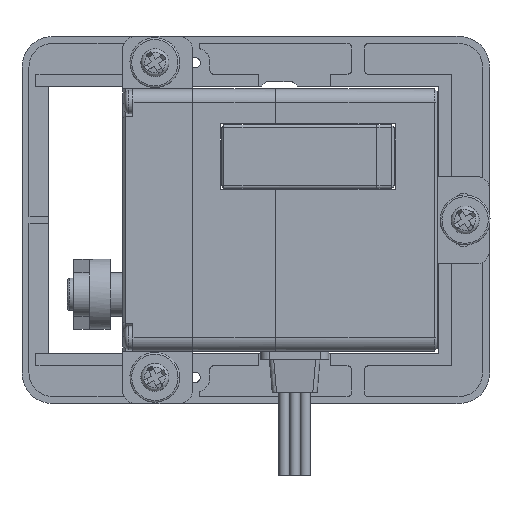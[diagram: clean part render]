
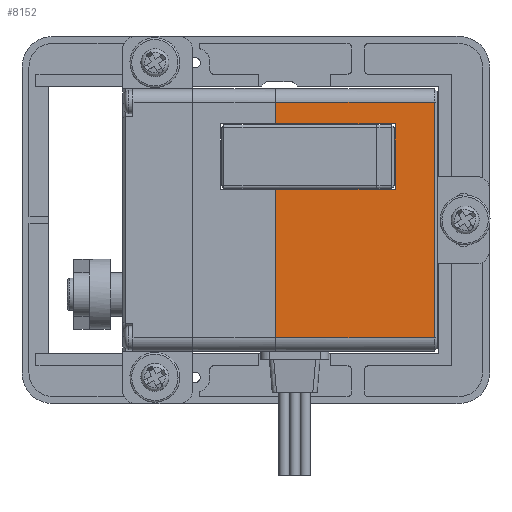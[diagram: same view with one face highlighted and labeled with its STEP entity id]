
A CAD part, front view. The second image highlights one B-rep face of the part: STEP entity #8152.
In plain terms, the highlighted free-form (B-spline) face has degree [1, 1] with [2, 2] control points.
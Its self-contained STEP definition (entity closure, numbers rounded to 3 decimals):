
#8006 = EDGE_CURVE('',#8007,#8009,#8011,.T.);
#8007 = VERTEX_POINT('',#8008);
#8008 = CARTESIAN_POINT('',(42.673,-8.826,
    19.858));
#8009 = VERTEX_POINT('',#8010);
#8010 = CARTESIAN_POINT('',(42.673,-8.826,
    16.181));
#8011 = B_SPLINE_CURVE_WITH_KNOTS('',1,(#8012,#8013),.UNSPECIFIED.,.F.,
  .F.,(2,2),(1.5,4.),.PIECEWISE_BEZIER_KNOTS.);
#8012 = CARTESIAN_POINT('',(42.673,-8.826,
    19.858));
#8013 = CARTESIAN_POINT('',(42.673,-8.826,
    16.181));
#8152 = ADVANCED_FACE('',(#8153),#8203,.F.);
#8153 = FACE_BOUND('',#8154,.T.);
#8154 = EDGE_LOOP('',(#8155,#8164,#8171,#8176,#8177,#8184,#8191,#8198));
#8155 = ORIENTED_EDGE('',*,*,#8156,.F.);
#8156 = EDGE_CURVE('',#8157,#8159,#8161,.T.);
#8157 = VERTEX_POINT('',#8158);
#8158 = CARTESIAN_POINT('',(69.429,-8.826,
    -19.858));
#8159 = VERTEX_POINT('',#8160);
#8160 = CARTESIAN_POINT('',(42.673,-8.826,
    -19.858));
#8161 = B_SPLINE_CURVE_WITH_KNOTS('',1,(#8162,#8163),.UNSPECIFIED.,.F.,
  .F.,(2,2),(0.3,18.49),.PIECEWISE_BEZIER_KNOTS.);
#8162 = CARTESIAN_POINT('',(69.429,-8.826,
    -19.858));
#8163 = CARTESIAN_POINT('',(42.673,-8.826,
    -19.858));
#8164 = ORIENTED_EDGE('',*,*,#8165,.T.);
#8165 = EDGE_CURVE('',#8157,#8166,#8168,.T.);
#8166 = VERTEX_POINT('',#8167);
#8167 = CARTESIAN_POINT('',(69.429,-8.826,
    19.858));
#8168 = B_SPLINE_CURVE_WITH_KNOTS('',1,(#8169,#8170),.UNSPECIFIED.,.F.,
  .F.,(2,2),(-27.,0.),.PIECEWISE_BEZIER_KNOTS.);
#8169 = CARTESIAN_POINT('',(69.429,-8.826,
    -19.858));
#8170 = CARTESIAN_POINT('',(69.429,-8.826,
    19.858));
#8171 = ORIENTED_EDGE('',*,*,#8172,.T.);
#8172 = EDGE_CURVE('',#8166,#8007,#8173,.T.);
#8173 = B_SPLINE_CURVE_WITH_KNOTS('',1,(#8174,#8175),.UNSPECIFIED.,.F.,
  .F.,(2,2),(0.3,18.49),.PIECEWISE_BEZIER_KNOTS.);
#8174 = CARTESIAN_POINT('',(69.429,-8.826,
    19.858));
#8175 = CARTESIAN_POINT('',(42.673,-8.826,
    19.858));
#8176 = ORIENTED_EDGE('',*,*,#8006,.T.);
#8177 = ORIENTED_EDGE('',*,*,#8178,.T.);
#8178 = EDGE_CURVE('',#8009,#8179,#8181,.T.);
#8179 = VERTEX_POINT('',#8180);
#8180 = CARTESIAN_POINT('',(62.81,-8.826,
    16.181));
#8181 = B_SPLINE_CURVE_WITH_KNOTS('',1,(#8182,#8183),.UNSPECIFIED.,.F.,
  .F.,(2,2),(-18.49,-4.8),.PIECEWISE_BEZIER_KNOTS.);
#8182 = CARTESIAN_POINT('',(42.673,-8.826,
    16.181));
#8183 = CARTESIAN_POINT('',(62.81,-8.826,
    16.181));
#8184 = ORIENTED_EDGE('',*,*,#8185,.T.);
#8185 = EDGE_CURVE('',#8179,#8186,#8188,.T.);
#8186 = VERTEX_POINT('',#8187);
#8187 = CARTESIAN_POINT('',(62.81,-8.826,
    5.148));
#8188 = B_SPLINE_CURVE_WITH_KNOTS('',1,(#8189,#8190),.UNSPECIFIED.,.F.,
  .F.,(2,2),(4.,11.5),.PIECEWISE_BEZIER_KNOTS.);
#8189 = CARTESIAN_POINT('',(62.81,-8.826,
    16.181));
#8190 = CARTESIAN_POINT('',(62.81,-8.826,
    5.148));
#8191 = ORIENTED_EDGE('',*,*,#8192,.T.);
#8192 = EDGE_CURVE('',#8186,#8193,#8195,.T.);
#8193 = VERTEX_POINT('',#8194);
#8194 = CARTESIAN_POINT('',(42.673,-8.826,5.148
    ));
#8195 = B_SPLINE_CURVE_WITH_KNOTS('',1,(#8196,#8197),.UNSPECIFIED.,.F.,
  .F.,(2,2),(4.8,18.49),.PIECEWISE_BEZIER_KNOTS.);
#8196 = CARTESIAN_POINT('',(62.81,-8.826,
    5.148));
#8197 = CARTESIAN_POINT('',(42.673,-8.826,5.148
    ));
#8198 = ORIENTED_EDGE('',*,*,#8199,.T.);
#8199 = EDGE_CURVE('',#8193,#8159,#8200,.T.);
#8200 = B_SPLINE_CURVE_WITH_KNOTS('',1,(#8201,#8202),.UNSPECIFIED.,.F.,
  .F.,(2,2),(11.5,28.5),.PIECEWISE_BEZIER_KNOTS.);
#8201 = CARTESIAN_POINT('',(42.673,-8.826,5.148
    ));
#8202 = CARTESIAN_POINT('',(42.673,-8.826,
    -19.858));
#8203 = B_SPLINE_SURFACE_WITH_KNOTS('',1,1,(
    (#8204,#8205)
    ,(#8206,#8207
    )),.UNSPECIFIED.,.F.,.F.,.F.,(2,2),(2,2),(-28.5,-1.5),(-18.49,-0.3),
  .PIECEWISE_BEZIER_KNOTS.);
#8204 = CARTESIAN_POINT('',(42.673,-8.826,
    -19.858));
#8205 = CARTESIAN_POINT('',(69.429,-8.826,
    -19.858));
#8206 = CARTESIAN_POINT('',(42.673,-8.826,
    19.858));
#8207 = CARTESIAN_POINT('',(69.429,-8.826,
    19.858));
